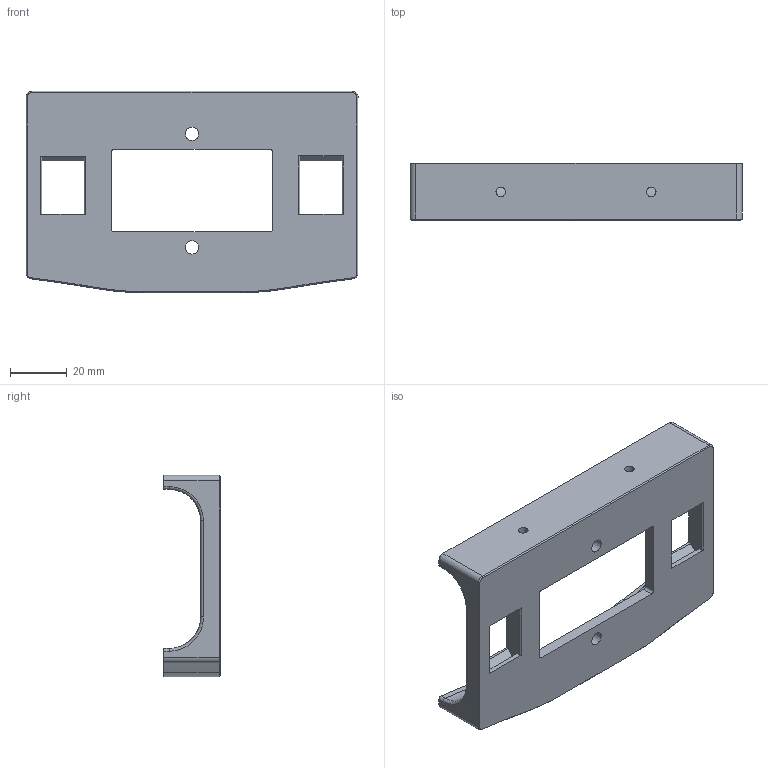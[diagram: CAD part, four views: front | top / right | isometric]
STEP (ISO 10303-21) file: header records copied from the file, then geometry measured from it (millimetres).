
FILE_DESCRIPTION(/* description */ (''),/* implementation_level */ '2;1');
FILE_NAME(/* name */ 'Trident_2.4_ComboInletSkirt v3.step',/* time_stamp */ '2022-04-26T08:51:10-07:00',/* author */ (''),/* organization */ (''),/* preprocessor_version */ 'ST-DEVELOPER v18.1',/* originating_system */ 'Autodesk Translation Framework v10.14.0.1471',/* authorisation */ '');
FILE_SCHEMA (('AUTOMOTIVE_DESIGN { 1 0 10303 214 3 1 1 }'));
Length unit declared in the file: millimetre
Products named in the file (2): Trident_2.4_ComboInletSkirt; 2.4_ComboWideInlet
Assembly tree (1 placements, depth 2):
  Trident_2.4_ComboInletSkirt
    2.4_ComboWideInlet
Bounding box: 117 x 20 x 71 mm (x, y, z)
Volume: 58277.3 mm3; surface area: 22260 mm2
Topology: 1 solids, 1 shells, 126 faces, 328 edges, 204 vertices
Faces by surface type: plane 56, cylinder 42, torus 10, bspline 10, cone 8
Full cylindrical faces by diameter (mm): 3.4 x2, 4.7 x2, 6 x2
Entity records: 4186 total; most frequent: CARTESIAN_POINT 987, DIRECTION 664, ORIENTED_EDGE 656, EDGE_CURVE 328, AXIS2_PLACEMENT_3D 233, VERTEX_POINT 204, LINE 198, VECTOR 198
